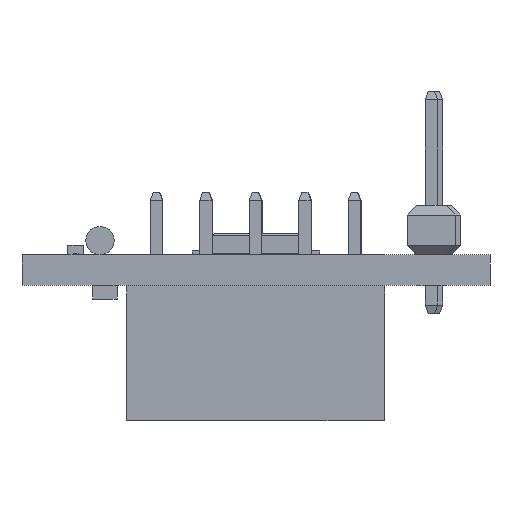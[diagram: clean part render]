
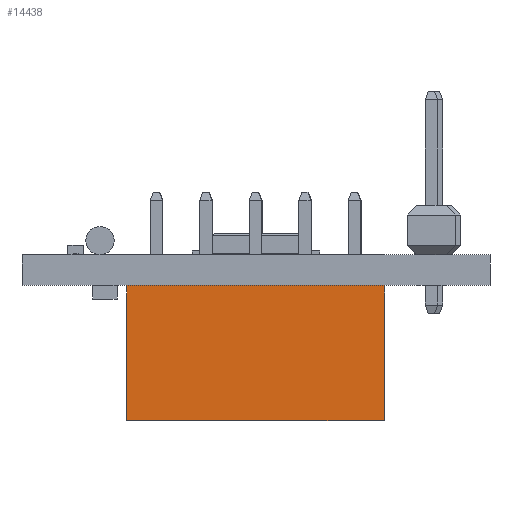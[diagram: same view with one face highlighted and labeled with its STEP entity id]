
A CAD part, left-side view. The second image highlights one B-rep face of the part: STEP entity #14438.
In plain terms, the highlighted face is planar.
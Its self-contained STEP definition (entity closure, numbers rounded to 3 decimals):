
#564=PLANE('',#15432);
#1301=FACE_OUTER_BOUND('',#2200,.T.);
#2200=EDGE_LOOP('',(#11009,#11010,#11011,#11012));
#3425=LINE('',#21459,#5125);
#3427=LINE('',#21465,#5127);
#3430=LINE('',#21470,#5130);
#3431=LINE('',#21471,#5131);
#5125=VECTOR('',#17636,1.);
#5127=VECTOR('',#17640,1.);
#5130=VECTOR('',#17645,1.);
#5131=VECTOR('',#17646,1.);
#6775=VERTEX_POINT('',#21452);
#6778=VERTEX_POINT('',#21457);
#6780=VERTEX_POINT('',#21462);
#6781=VERTEX_POINT('',#21464);
#8291=EDGE_CURVE('',#6778,#6775,#3425,.T.);
#8293=EDGE_CURVE('',#6780,#6781,#3427,.T.);
#8296=EDGE_CURVE('',#6778,#6781,#3430,.T.);
#8297=EDGE_CURVE('',#6775,#6780,#3431,.T.);
#11009=ORIENTED_EDGE('',*,*,#8296,.T.);
#11010=ORIENTED_EDGE('',*,*,#8293,.F.);
#11011=ORIENTED_EDGE('',*,*,#8297,.F.);
#11012=ORIENTED_EDGE('',*,*,#8291,.F.);
#14438=ADVANCED_FACE('',(#1301),#564,.F.);
#15432=AXIS2_PLACEMENT_3D('',#21469,#17643,#17644);
#17636=DIRECTION('',(1.,0.,0.));
#17640=DIRECTION('',(-1.,0.,0.));
#17643=DIRECTION('center_axis',(0.,-1.,0.));
#17644=DIRECTION('ref_axis',(0.,0.,
-1.));
#17645=DIRECTION('',(0.,0.,1.));
#17646=DIRECTION('',(0.,0.,1.));
#21452=CARTESIAN_POINT('',(6.631,2.489,-8.5));
#21457=CARTESIAN_POINT('',(-6.569,2.489,-8.5));
#21459=CARTESIAN_POINT('',(0.031,2.489,-8.5));
#21462=CARTESIAN_POINT('',(6.631,2.489,0.));
#21464=CARTESIAN_POINT('',(-6.569,2.489,0.));
#21465=CARTESIAN_POINT('',(0.031,2.489,0.));
#21469=CARTESIAN_POINT('Origin',(0.031,2.489,-4.25));
#21470=CARTESIAN_POINT('',(-6.569,2.489,-4.25));
#21471=CARTESIAN_POINT('',(6.631,2.489,-4.25));
